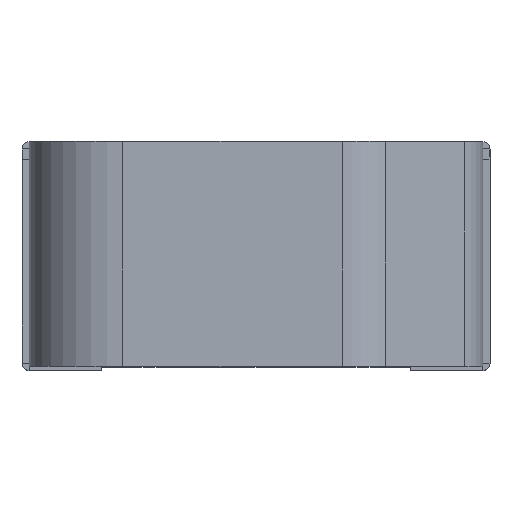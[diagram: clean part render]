
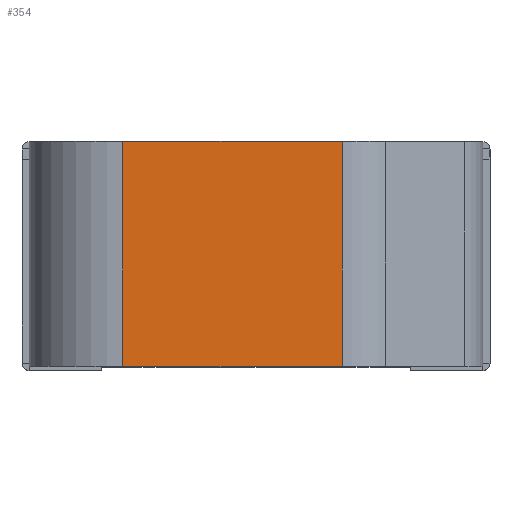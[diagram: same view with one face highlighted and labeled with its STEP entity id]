
A CAD part, top view. The second image highlights one B-rep face of the part: STEP entity #354.
In plain terms, the highlighted planar face has unit normal (0, 0, 1).
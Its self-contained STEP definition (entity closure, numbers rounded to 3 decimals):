
#43 = EDGE_CURVE ( 'NONE', #654, #1319, #1164, .T. ) ;
#175 = VECTOR ( 'NONE', #1485, 1000. ) ;
#181 = PLANE ( 'NONE',  #1631 ) ;
#196 = EDGE_LOOP ( 'NONE', ( #600, #1308, #649, #1194 ) ) ;
#198 = FACE_OUTER_BOUND ( 'NONE', #196, .T. ) ;
#230 = EDGE_CURVE ( 'NONE', #355, #739, #809, .T. ) ;
#298 = EDGE_CURVE ( 'NONE', #654, #739, #473, .T. ) ;
#354 = ADVANCED_FACE ( 'NONE', ( #198 ), #181, .F. ) ;
#355 = VERTEX_POINT ( 'NONE', #632 ) ;
#473 = LINE ( 'NONE', #1472, #1021 ) ;
#600 = ORIENTED_EDGE ( 'NONE', *, *, #860, .T. ) ;
#610 = CARTESIAN_POINT ( 'NONE',  ( -6.3, 6.25, 6.25 ) ) ;
#632 = CARTESIAN_POINT ( 'NONE',  ( 2.396, 0., 6.25 ) ) ;
#649 = ORIENTED_EDGE ( 'NONE', *, *, #298, .F. ) ;
#654 = VERTEX_POINT ( 'NONE', #1666 ) ;
#733 = DIRECTION ( 'NONE',  ( -1., 0., 0. ) ) ;
#739 = VERTEX_POINT ( 'NONE', #1718 ) ;
#809 = LINE ( 'NONE', #1344, #848 ) ;
#848 = VECTOR ( 'NONE', #1171, 1000. ) ;
#860 = EDGE_CURVE ( 'NONE', #1319, #355, #1309, .T. ) ;
#932 = CARTESIAN_POINT ( 'NONE',  ( -3.7, 0., 6.25 ) ) ;
#1021 = VECTOR ( 'NONE', #1210, 1000. ) ;
#1164 = LINE ( 'NONE', #1208, #175 ) ;
#1171 = DIRECTION ( 'NONE',  ( 0., 1., 0. ) ) ;
#1177 = CARTESIAN_POINT ( 'NONE',  ( -6.3, 0., 6.25 ) ) ;
#1186 = DIRECTION ( 'NONE',  ( 1., 0., 0. ) ) ;
#1194 = ORIENTED_EDGE ( 'NONE', *, *, #43, .T. ) ;
#1208 = CARTESIAN_POINT ( 'NONE',  ( -3.7, 6.25, 6.25 ) ) ;
#1210 = DIRECTION ( 'NONE',  ( 1., 0., 0. ) ) ;
#1303 = DIRECTION ( 'NONE',  ( 0., 0., -1. ) ) ;
#1308 = ORIENTED_EDGE ( 'NONE', *, *, #230, .T. ) ;
#1309 = LINE ( 'NONE', #1177, #1723 ) ;
#1319 = VERTEX_POINT ( 'NONE', #932 ) ;
#1344 = CARTESIAN_POINT ( 'NONE',  ( 2.396, 6.25, 6.25 ) ) ;
#1472 = CARTESIAN_POINT ( 'NONE',  ( -6.3, 6.25, 6.25 ) ) ;
#1485 = DIRECTION ( 'NONE',  ( 0., -1., 0. ) ) ;
#1631 = AXIS2_PLACEMENT_3D ( 'NONE', #610, #1303, #733 ) ;
#1666 = CARTESIAN_POINT ( 'NONE',  ( -3.7, 6.25, 6.25 ) ) ;
#1718 = CARTESIAN_POINT ( 'NONE',  ( 2.396, 6.25, 6.25 ) ) ;
#1723 = VECTOR ( 'NONE', #1186, 1000. ) ;
